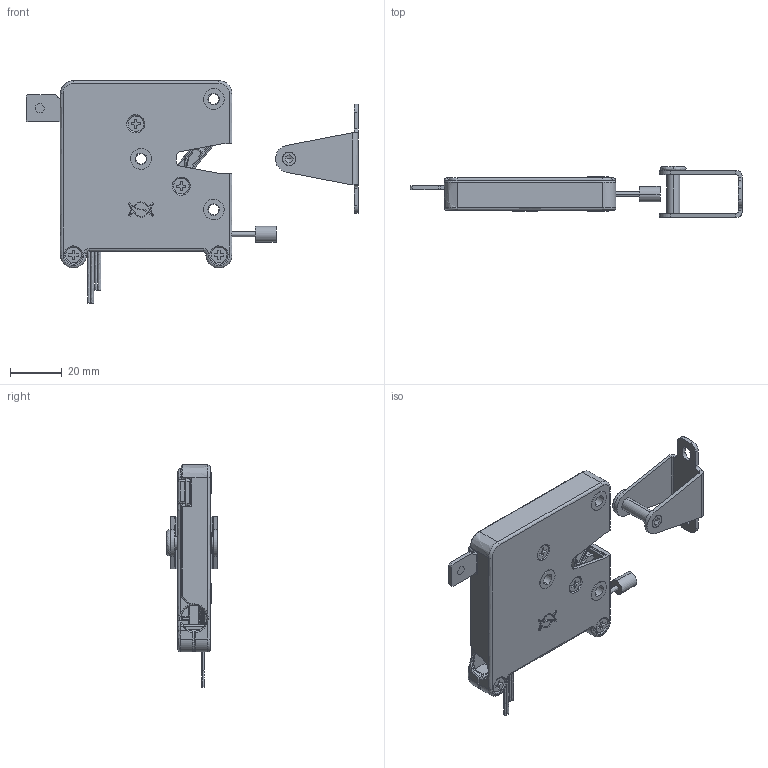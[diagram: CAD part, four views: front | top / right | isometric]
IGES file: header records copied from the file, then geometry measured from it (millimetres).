
Start section: ------------------------------------------------------------------------
Global section: file name: PC50.14448.LD_0044_28516.igs; native system: spGate; preprocessor: ver17.5.1; author: Unknown; organization: Unknown; date: 210308.135941; units: millimetre
Bounding box: 127.75 x 19.6 x 85.5 mm (x, y, z)
Volume: 27165.3 mm3; surface area: 30781 mm2
Topology: 4 solids, 4 shells, 2176 faces, 5909 edges, 3716 vertices
Faces by surface type: bspline 2176
